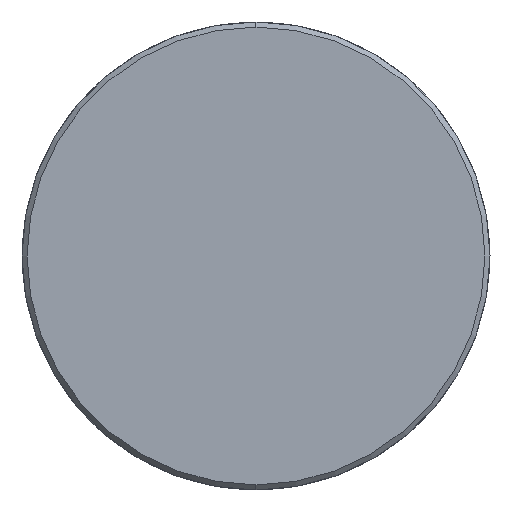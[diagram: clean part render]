
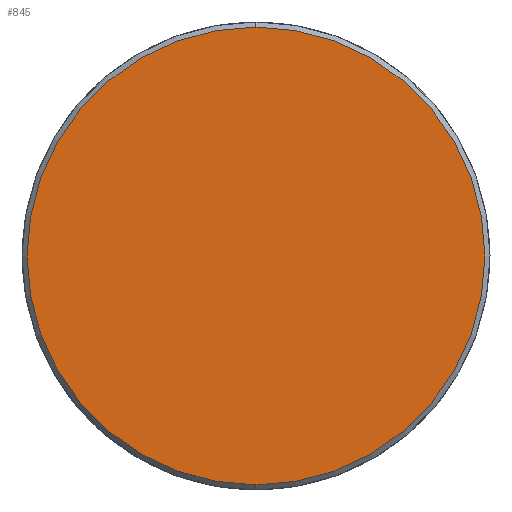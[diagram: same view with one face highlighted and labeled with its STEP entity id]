
A CAD part, left-side view. The second image highlights one B-rep face of the part: STEP entity #845.
In plain terms, the highlighted planar face has unit normal (-1, 0, 0).
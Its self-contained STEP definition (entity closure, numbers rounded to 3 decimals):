
#257 = FACE_OUTER_BOUND ( 'NONE', #1989, .T. ) ;
#264 = CIRCLE ( 'NONE', #3709, 112.5 ) ;
#457 = VERTEX_POINT ( 'NONE', #1740 ) ;
#710 = DIRECTION ( 'NONE',  ( 0., 0., -1. ) ) ;
#845 = ADVANCED_FACE ( 'NONE', ( #257 ), #3246, .F. ) ;
#1041 = CARTESIAN_POINT ( 'NONE',  ( -204., 0., 0. ) ) ;
#1126 = DIRECTION ( 'NONE',  ( -1., 0., 0. ) ) ;
#1330 = DIRECTION ( 'NONE',  ( 0., 0., -1. ) ) ;
#1461 = VERTEX_POINT ( 'NONE', #3185 ) ;
#1672 = EDGE_CURVE ( 'NONE', #1461, #457, #264, .T. ) ;
#1740 = CARTESIAN_POINT ( 'NONE',  ( -204., 0., 112.5 ) ) ;
#1989 = EDGE_LOOP ( 'NONE', ( #2293, #4063 ) ) ;
#2245 = AXIS2_PLACEMENT_3D ( 'NONE', #1041, #2584, #1330 ) ;
#2293 = ORIENTED_EDGE ( 'NONE', *, *, #1672, .T. ) ;
#2338 = DIRECTION ( 'NONE',  ( 1., 0., 0. ) ) ;
#2396 = DIRECTION ( 'NONE',  ( 0., 0., -1. ) ) ;
#2422 = CARTESIAN_POINT ( 'NONE',  ( -204., 0., 0. ) ) ;
#2562 = CIRCLE ( 'NONE', #2245, 112.5 ) ;
#2584 = DIRECTION ( 'NONE',  ( -1., 0., 0. ) ) ;
#3098 = EDGE_CURVE ( 'NONE', #457, #1461, #2562, .T. ) ;
#3182 = AXIS2_PLACEMENT_3D ( 'NONE', #3568, #2338, #710 ) ;
#3185 = CARTESIAN_POINT ( 'NONE',  ( -204., 0., -112.5 ) ) ;
#3246 = PLANE ( 'NONE',  #3182 ) ;
#3568 = CARTESIAN_POINT ( 'NONE',  ( -204., -113.85, 113.85 ) ) ;
#3709 = AXIS2_PLACEMENT_3D ( 'NONE', #2422, #1126, #2396 ) ;
#4063 = ORIENTED_EDGE ( 'NONE', *, *, #3098, .T. ) ;
